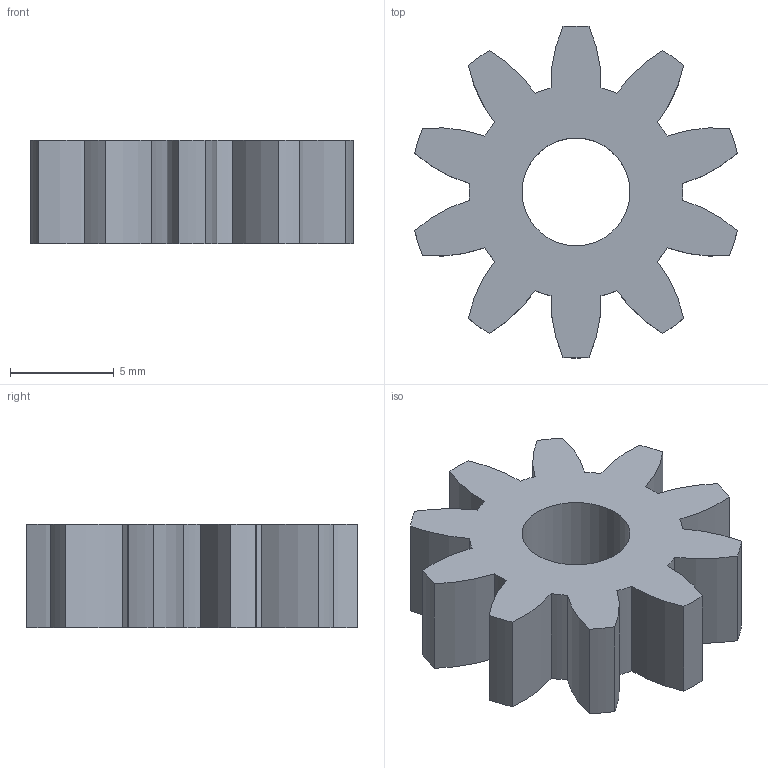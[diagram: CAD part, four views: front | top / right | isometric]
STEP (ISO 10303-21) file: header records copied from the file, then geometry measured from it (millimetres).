
FILE_DESCRIPTION(/* description */ (''),/* implementation_level */ '2;1');
FILE_NAME(/* name */ 'Spur Gear12 driver.stp',/* time_stamp */ '2018-03-21T12:06:01-04:00',/* author */ ('vtpublic'),/* organization */ (''),/* preprocessor_version */ 'ST-DEVELOPER v16.13',/* originating_system */ 'Autodesk Inventor 2018',/* authorisation */ '');
FILE_SCHEMA (('AUTOMOTIVE_DESIGN { 1 0 10303 214 3 1 1 }'));
Length unit declared in the file: millimetre
Products named in the file (1): Spur Gear1_3DPrint
Bounding box: 15.57 x 16.01 x 5 mm (x, y, z)
Volume: 606.5 mm3; surface area: 732.3 mm2
Topology: 1 solids, 1 shells, 43 faces, 123 edges, 82 vertices
Faces by surface type: cylinder 41, plane 2
Full cylindrical faces by diameter (mm): 5.2 x1
Entity records: 1547 total; most frequent: DIRECTION 292, CARTESIAN_POINT 248, ORIENTED_EDGE 244, AXIS2_PLACEMENT_3D 126, EDGE_CURVE 122, CIRCLE 82, VERTEX_POINT 82, EDGE_LOOP 46
